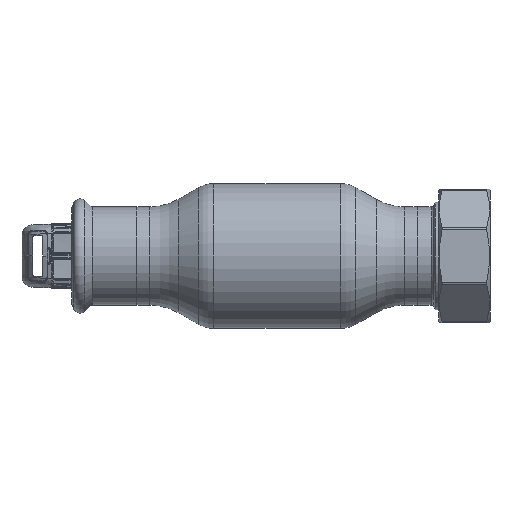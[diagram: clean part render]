
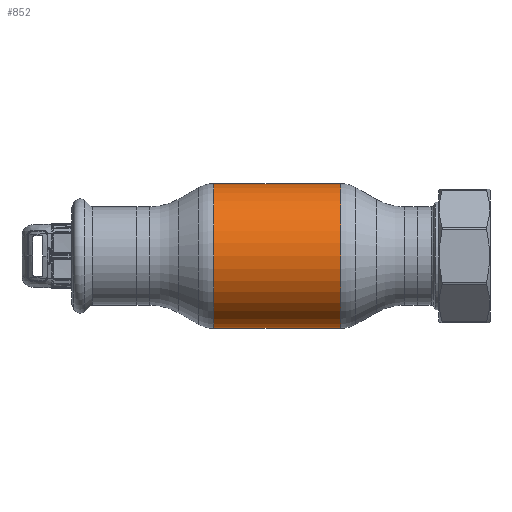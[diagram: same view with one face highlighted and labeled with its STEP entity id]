
A CAD part, front view. The second image highlights one B-rep face of the part: STEP entity #852.
In plain terms, the highlighted cylindrical face has radius 28.25 mm (diameter 56.5 mm), a partial arc.
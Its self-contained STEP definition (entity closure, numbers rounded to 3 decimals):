
#852 = ADVANCED_FACE ( 'NONE', ( #3041 ), #61987, .T. ) ;
#1040 = CARTESIAN_POINT ( 'NONE',  ( -62.69, 0., 28.25 ) ) ;
#1546 = AXIS2_PLACEMENT_3D ( 'NONE', #59951, #6770, #40327 ) ;
#1968 = CARTESIAN_POINT ( 'NONE',  ( -24.785, 0., 28.25 ) ) ;
#3041 = FACE_OUTER_BOUND ( 'NONE', #36805, .T. ) ;
#3856 = DIRECTION ( 'NONE',  ( -1., 0., 0. ) ) ;
#5124 = CARTESIAN_POINT ( 'NONE',  ( -62.69, 0., -28.25 ) ) ;
#6455 = VERTEX_POINT ( 'NONE', #58156 ) ;
#6770 = DIRECTION ( 'NONE',  ( -1., 0., 0. ) ) ;
#6993 = DIRECTION ( 'NONE',  ( -1., 0., 0. ) ) ;
#7397 = CARTESIAN_POINT ( 'NONE',  ( 24.785, 0., 0. ) ) ;
#8969 = VERTEX_POINT ( 'NONE', #61078 ) ;
#9015 = VERTEX_POINT ( 'NONE', #1968 ) ;
#9474 = EDGE_CURVE ( 'NONE', #48108, #8969, #51859, .T. ) ;
#10010 = ORIENTED_EDGE ( 'NONE', *, *, #35257, .T. ) ;
#13483 = EDGE_CURVE ( 'NONE', #6455, #9015, #48362, .T. ) ;
#21021 = ORIENTED_EDGE ( 'NONE', *, *, #40486, .F. ) ;
#25698 = DIRECTION ( 'NONE',  ( -1., 0., 0. ) ) ;
#27942 = DIRECTION ( 'NONE',  ( 0., 0., 1. ) ) ;
#31799 = AXIS2_PLACEMENT_3D ( 'NONE', #7397, #6993, #41179 ) ;
#35257 = EDGE_CURVE ( 'NONE', #8969, #9015, #52910, .T. ) ;
#35636 = ORIENTED_EDGE ( 'NONE', *, *, #9474, .T. ) ;
#36805 = EDGE_LOOP ( 'NONE', ( #21021, #35636, #10010, #62271 ) ) ;
#40107 = VECTOR ( 'NONE', #25698, 1000. ) ;
#40327 = DIRECTION ( 'NONE',  ( 0., 0., 1. ) ) ;
#40486 = EDGE_CURVE ( 'NONE', #48108, #6455, #53925, .T. ) ;
#41179 = DIRECTION ( 'NONE',  ( 0., 0., 1. ) ) ;
#43967 = DIRECTION ( 'NONE',  ( -1., 0., 0. ) ) ;
#47559 = CARTESIAN_POINT ( 'NONE',  ( -62.69, 0., 0. ) ) ;
#48108 = VERTEX_POINT ( 'NONE', #59041 ) ;
#48362 = CIRCLE ( 'NONE', #1546, 28.25 ) ;
#51859 = CIRCLE ( 'NONE', #31799, 28.25 ) ;
#52910 = LINE ( 'NONE', #1040, #40107 ) ;
#53925 = LINE ( 'NONE', #5124, #60744 ) ;
#58156 = CARTESIAN_POINT ( 'NONE',  ( -24.785, 0., -28.25 ) ) ;
#59041 = CARTESIAN_POINT ( 'NONE',  ( 24.785, 0., -28.25 ) ) ;
#59506 = AXIS2_PLACEMENT_3D ( 'NONE', #47559, #3856, #27942 ) ;
#59951 = CARTESIAN_POINT ( 'NONE',  ( -24.785, 0., 0. ) ) ;
#60744 = VECTOR ( 'NONE', #43967, 1000. ) ;
#61078 = CARTESIAN_POINT ( 'NONE',  ( 24.785, 0., 28.25 ) ) ;
#61987 = CYLINDRICAL_SURFACE ( 'NONE', #59506, 28.25 ) ;
#62271 = ORIENTED_EDGE ( 'NONE', *, *, #13483, .F. ) ;
